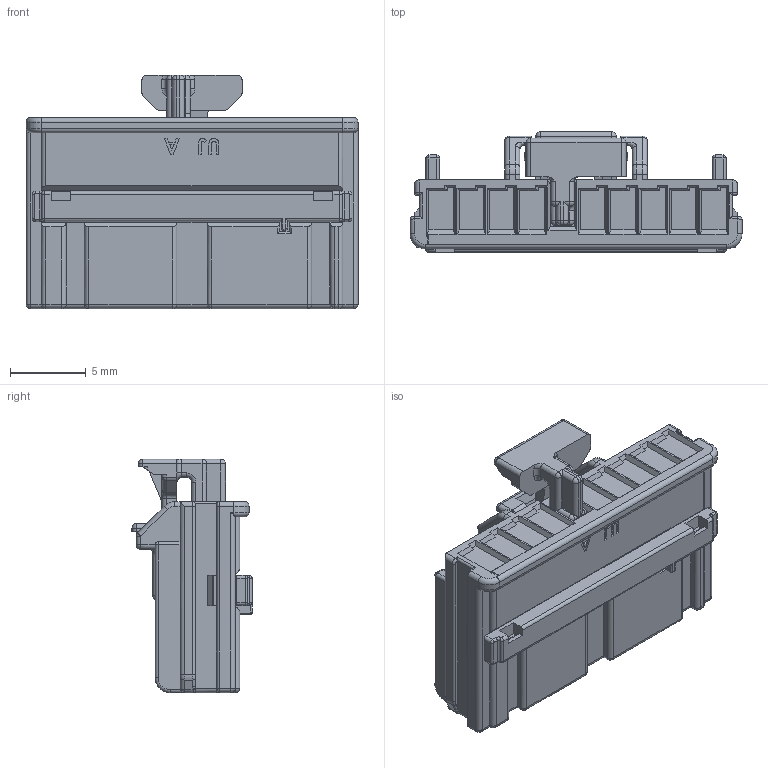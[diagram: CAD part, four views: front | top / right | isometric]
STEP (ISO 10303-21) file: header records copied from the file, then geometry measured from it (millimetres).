
FILE_DESCRIPTION (( 'STEP AP214' ), '1' );
FILE_NAME ('C_020_D_C_9F_ASSY_(A)_Rev.B.STEP', '2020-11-18T00:33:15', ( '' ), ( '' ), 'SwSTEP 2.0', 'SolidWorks 2019', '' );
FILE_SCHEMA (( 'AUTOMOTIVE_DESIGN' ));
Length unit declared in the file: millimetre
Products named in the file (1): C_020_D_C_9F_ASSY_(A)_Rev.B
Bounding box: 21.9 x 7.92 x 15.4 mm (x, y, z)
Volume: 1207.3 mm3; surface area: 1361.3 mm2
Topology: 1 solids, 1 shells, 865 faces, 2234 edges, 1353 vertices
Faces by surface type: plane 463, cylinder 269, bspline 50, torus 45, sphere 38
Entity records: 36662 total; most frequent: CARTESIAN_POINT 6678, ORIENTED_EDGE 4384, DIRECTION 4102, EDGE_CURVE 2192, VECTOR 1548, LINE 1548, VERTEX_POINT 1353, AXIS2_PLACEMENT_3D 1277
